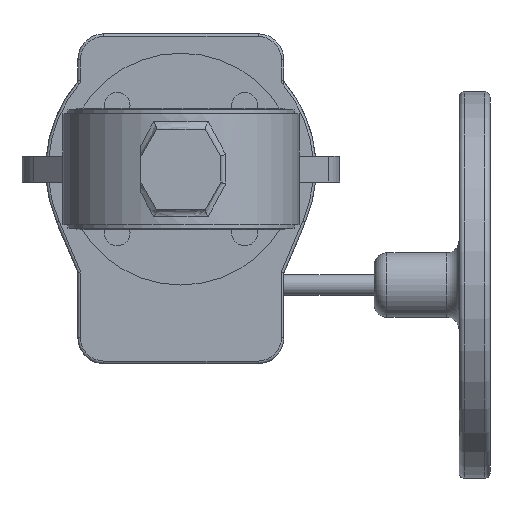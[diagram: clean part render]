
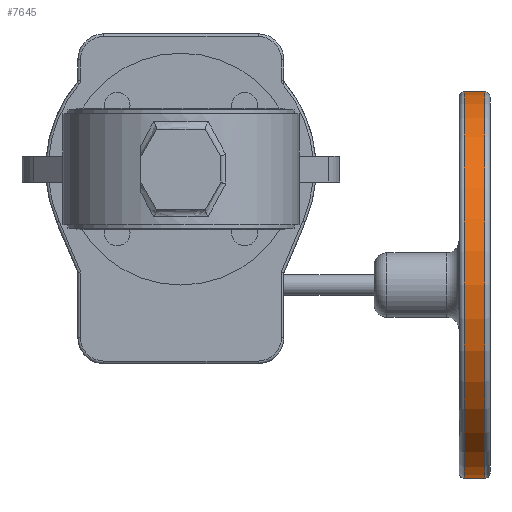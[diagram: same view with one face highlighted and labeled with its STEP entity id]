
A CAD part, front view. The second image highlights one B-rep face of the part: STEP entity #7645.
In plain terms, the highlighted cylindrical face has radius 75 mm (diameter 150 mm), a partial arc.
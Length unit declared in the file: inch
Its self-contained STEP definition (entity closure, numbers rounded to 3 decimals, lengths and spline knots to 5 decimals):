
#759 = EDGE_LOOP ( 'NONE', ( #6439, #6935, #17370, #14529 ) ) ;
#784 = DIRECTION ( 'NONE',  ( 1., 0., 0. ) ) ;
#826 = EDGE_CURVE ( 'NONE', #17493, #3878, #19873, .T. ) ;
#1063 = DIRECTION ( 'NONE',  ( 1., 0., 0. ) ) ;
#1260 = EDGE_CURVE ( 'NONE', #3878, #2267, #11014, .T. ) ;
#1476 = CARTESIAN_POINT ( 'NONE',  ( 5.61764, 9.60404, 0.18868 ) ) ;
#2147 = LINE ( 'NONE', #7484, #2906 ) ;
#2267 = VERTEX_POINT ( 'NONE', #7972 ) ;
#2390 = VECTOR ( 'NONE', #1063, 39.37008 ) ;
#2906 = VECTOR ( 'NONE', #12483, 39.37008 ) ;
#3177 = FACE_OUTER_BOUND ( 'NONE', #759, .T. ) ;
#3878 = VERTEX_POINT ( 'NONE', #13663 ) ;
#4732 = AXIS2_PLACEMENT_3D ( 'NONE', #9273, #784, #14712 ) ;
#4936 = DIRECTION ( 'NONE',  ( 0., 0., -1. ) ) ;
#6261 = CYLINDRICAL_SURFACE ( 'NONE', #22054, 2.95276 ) ;
#6439 = ORIENTED_EDGE ( 'NONE', *, *, #19645, .F. ) ;
#6632 = CARTESIAN_POINT ( 'NONE',  ( 6.01135, 9.60404, 0.18868 ) ) ;
#6935 = ORIENTED_EDGE ( 'NONE', *, *, #13723, .T. ) ;
#7484 = CARTESIAN_POINT ( 'NONE',  ( 5.61764, 9.60404, 3.14144 ) ) ;
#7645 = ADVANCED_FACE ( 'NONE', ( #3177 ), #6261, .T. ) ;
#7972 = CARTESIAN_POINT ( 'NONE',  ( 6.01135, 9.60404, 3.14144 ) ) ;
#8013 = CARTESIAN_POINT ( 'NONE',  ( 5.69639, 9.60404, -2.76407 ) ) ;
#9273 = CARTESIAN_POINT ( 'NONE',  ( 5.69639, 9.60404, 0.18868 ) ) ;
#11014 = CIRCLE ( 'NONE', #15361, 2.95276 ) ;
#12483 = DIRECTION ( 'NONE',  ( 1., 0., 0. ) ) ;
#13507 = DIRECTION ( 'NONE',  ( 1., 0., 0. ) ) ;
#13548 = DIRECTION ( 'NONE',  ( -1., 0., 0. ) ) ;
#13663 = CARTESIAN_POINT ( 'NONE',  ( 6.01135, 9.60404, -2.76407 ) ) ;
#13723 = EDGE_CURVE ( 'NONE', #21516, #17493, #18138, .T. ) ;
#14529 = ORIENTED_EDGE ( 'NONE', *, *, #1260, .T. ) ;
#14712 = DIRECTION ( 'NONE',  ( 0., 0., -1. ) ) ;
#15311 = DIRECTION ( 'NONE',  ( 0., 0., -1. ) ) ;
#15361 = AXIS2_PLACEMENT_3D ( 'NONE', #6632, #13548, #4936 ) ;
#16577 = CARTESIAN_POINT ( 'NONE',  ( 5.69639, 9.60404, 3.14144 ) ) ;
#16580 = CARTESIAN_POINT ( 'NONE',  ( 5.61764, 9.60404, -2.76407 ) ) ;
#17370 = ORIENTED_EDGE ( 'NONE', *, *, #826, .T. ) ;
#17493 = VERTEX_POINT ( 'NONE', #8013 ) ;
#18138 = CIRCLE ( 'NONE', #4732, 2.95276 ) ;
#19645 = EDGE_CURVE ( 'NONE', #21516, #2267, #2147, .T. ) ;
#19873 = LINE ( 'NONE', #16580, #2390 ) ;
#21516 = VERTEX_POINT ( 'NONE', #16577 ) ;
#22054 = AXIS2_PLACEMENT_3D ( 'NONE', #1476, #13507, #15311 ) ;
